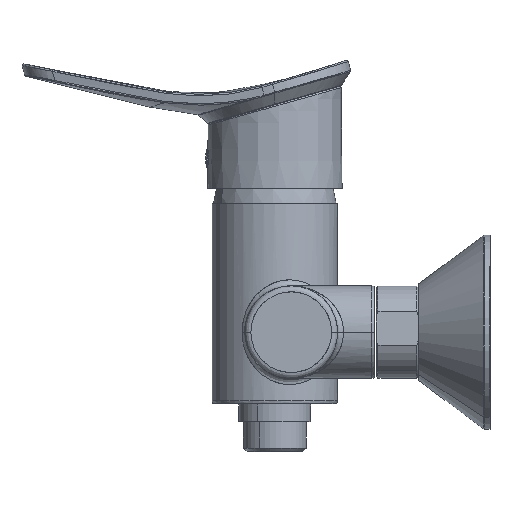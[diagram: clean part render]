
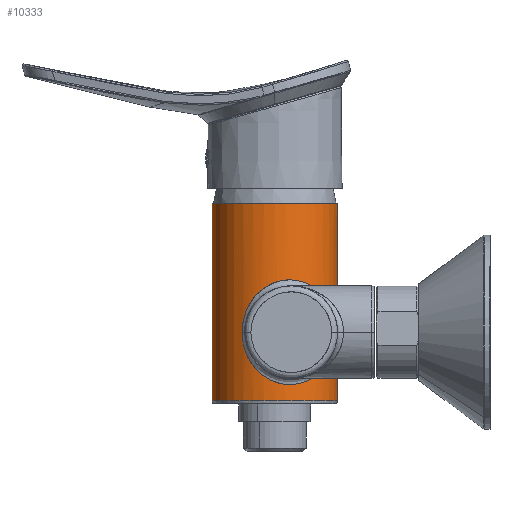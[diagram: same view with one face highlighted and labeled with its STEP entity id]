
A CAD part, left-side view. The second image highlights one B-rep face of the part: STEP entity #10333.
In plain terms, the highlighted cylindrical face has radius 21 mm (diameter 42 mm), a partial arc.
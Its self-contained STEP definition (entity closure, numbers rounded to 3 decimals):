
#10213=CARTESIAN_POINT('Axis2P3D Location',(0.,0.,5.)) ;
#10218=CARTESIAN_POINT('Line Origine',(0.,-21.,5.)) ;
#10222=CARTESIAN_POINT('Vertex',(0.,-21.,38.)) ;
#10224=CARTESIAN_POINT('Vertex',(0.,-21.,-28.)) ;
#10227=CARTESIAN_POINT('Axis2P3D Location',(0.,0.,38.)) ;
#10231=CARTESIAN_POINT('Vertex',(0.,21.,38.)) ;
#10234=CARTESIAN_POINT('Line Origine',(0.,21.,5.)) ;
#10238=CARTESIAN_POINT('Vertex',(0.,21.,-28.)) ;
#10241=CARTESIAN_POINT('Axis2P3D Location',(0.,0.,-28.)) ;
#10253=CARTESIAN_POINT('Control Point',(-17.91,10.966,-5.)) ;
#10254=CARTESIAN_POINT('Control Point',(-17.909,10.967,-6.619)) ;
#10255=CARTESIAN_POINT('Control Point',(-18.016,10.792,-8.241)) ;
#10256=CARTESIAN_POINT('Control Point',(-18.224,10.452,-9.821)) ;
#10257=CARTESIAN_POINT('Control Point',(-18.76,9.503,-12.705)) ;
#10258=CARTESIAN_POINT('Control Point',(-19.439,8.008,-15.298)) ;
#10259=CARTESIAN_POINT('Control Point',(-19.769,7.18,-16.451)) ;
#10260=CARTESIAN_POINT('Control Point',(-20.32,5.518,-18.329)) ;
#10261=CARTESIAN_POINT('Control Point',(-20.733,3.52,-19.865)) ;
#10262=CARTESIAN_POINT('Control Point',(-20.874,2.587,-20.462)) ;
#10263=CARTESIAN_POINT('Control Point',(-21.061,0.53,-21.532)) ;
#10264=CARTESIAN_POINT('Control Point',(-20.981,-1.695,-22.195)) ;
#10265=CARTESIAN_POINT('Control Point',(-20.854,-2.881,-22.417)) ;
#10266=CARTESIAN_POINT('Control Point',(-20.37,-5.533,-22.637)) ;
#10267=CARTESIAN_POINT('Control Point',(-19.475,-8.064,-22.28)) ;
#10268=CARTESIAN_POINT('Control Point',(-18.865,-9.387,-21.923)) ;
#10269=CARTESIAN_POINT('Control Point',(-17.426,-11.931,-20.934)) ;
#10270=CARTESIAN_POINT('Control Point',(-15.693,-14.06,-19.524)) ;
#10271=CARTESIAN_POINT('Control Point',(-14.736,-15.052,-18.709)) ;
#10272=CARTESIAN_POINT('Control Point',(-12.153,-17.34,-16.445)) ;
#10273=CARTESIAN_POINT('Control Point',(-9.352,-18.954,-13.857)) ;
#10274=CARTESIAN_POINT('Control Point',(-7.593,-19.716,-12.198)) ;
#10275=CARTESIAN_POINT('Control Point',(-5.385,-20.394,-10.115)) ;
#10276=CARTESIAN_POINT('Control Point',(-3.174,-20.765,-7.972)) ;
#10277=CARTESIAN_POINT('Control Point',(-2.837,-20.814,-7.643)) ;
#10278=CARTESIAN_POINT('Control Point',(-2.228,-20.887,-7.051)) ;
#10279=CARTESIAN_POINT('Control Point',(-1.63,-20.938,-6.444)) ;
#10280=CARTESIAN_POINT('Control Point',(-1.481,-20.949,-6.288)) ;
#10281=CARTESIAN_POINT('Control Point',(-1.151,-20.97,-5.94)) ;
#10282=CARTESIAN_POINT('Control Point',(-0.846,-20.984,-5.567)) ;
#10283=CARTESIAN_POINT('Control Point',(-0.729,-20.988,-5.409)) ;
#10284=CARTESIAN_POINT('Control Point',(-0.617,-20.991,-5.208)) ;
#10285=CARTESIAN_POINT('Control Point',(-0.619,-20.991,-5.)) ;
#10286=CARTESIAN_POINT('Vertex',(-17.91,10.966,-5.)) ;
#10288=CARTESIAN_POINT('Vertex',(-0.619,-20.991,-5.)) ;
#10292=CARTESIAN_POINT('Control Point',(-0.619,-20.991,-5.)) ;
#10293=CARTESIAN_POINT('Control Point',(-0.619,-20.991,-4.924)) ;
#10294=CARTESIAN_POINT('Control Point',(-0.633,-20.99,-4.847)) ;
#10295=CARTESIAN_POINT('Control Point',(-0.657,-20.99,-4.775)) ;
#10296=CARTESIAN_POINT('Control Point',(-0.749,-20.987,-4.573)) ;
#10297=CARTESIAN_POINT('Control Point',(-0.882,-20.982,-4.395)) ;
#10298=CARTESIAN_POINT('Control Point',(-0.969,-20.978,-4.284)) ;
#10299=CARTESIAN_POINT('Control Point',(-1.295,-20.962,-3.897)) ;
#10300=CARTESIAN_POINT('Control Point',(-1.649,-20.938,-3.539)) ;
#10301=CARTESIAN_POINT('Control Point',(-1.88,-20.918,-3.303)) ;
#10302=CARTESIAN_POINT('Control Point',(-2.561,-20.851,-2.622)) ;
#10303=CARTESIAN_POINT('Control Point',(-3.248,-20.754,-1.954)) ;
#10304=CARTESIAN_POINT('Control Point',(-3.673,-20.683,-1.544)) ;
#10305=CARTESIAN_POINT('Control Point',(-4.514,-20.52,-0.735)) ;
#10306=CARTESIAN_POINT('Control Point',(-5.352,-20.313,0.067)) ;
#10307=CARTESIAN_POINT('Control Point',(-5.774,-20.198,0.469)) ;
#10308=CARTESIAN_POINT('Control Point',(-8.051,-19.508,2.635)) ;
#10309=CARTESIAN_POINT('Control Point',(-10.285,-18.474,4.723)) ;
#10310=CARTESIAN_POINT('Control Point',(-12.057,-17.389,6.352)) ;
#10311=CARTESIAN_POINT('Control Point',(-14.674,-15.294,8.693)) ;
#10312=CARTESIAN_POINT('Control Point',(-16.956,-12.49,10.545)) ;
#10313=CARTESIAN_POINT('Control Point',(-17.711,-11.404,11.124)) ;
#10314=CARTESIAN_POINT('Control Point',(-18.898,-9.358,11.956)) ;
#10315=CARTESIAN_POINT('Control Point',(-19.815,-7.074,12.405)) ;
#10316=CARTESIAN_POINT('Control Point',(-20.147,-6.068,12.516)) ;
#10317=CARTESIAN_POINT('Control Point',(-20.765,-3.688,12.564)) ;
#10318=CARTESIAN_POINT('Control Point',(-21.029,-1.268,12.115)) ;
#10319=CARTESIAN_POINT('Control Point',(-21.06,0.072,11.695)) ;
#10320=CARTESIAN_POINT('Control Point',(-20.903,2.986,10.388)) ;
#10321=CARTESIAN_POINT('Control Point',(-20.346,5.468,8.407)) ;
#10322=CARTESIAN_POINT('Control Point',(-19.958,6.688,7.123)) ;
#10323=CARTESIAN_POINT('Control Point',(-19.108,8.851,4.189)) ;
#10324=CARTESIAN_POINT('Control Point',(-18.362,10.227,0.764)) ;
#10325=CARTESIAN_POINT('Control Point',(-18.061,10.719,-1.115)) ;
#10326=CARTESIAN_POINT('Control Point',(-17.91,10.966,-3.058)) ;
#10327=CARTESIAN_POINT('Control Point',(-17.91,10.966,-5.)) ;
#10220=VECTOR('Line Direction',#10219,1.) ;
#10236=VECTOR('Line Direction',#10235,1.) ;
#10214=DIRECTION('Axis2P3D Direction',(0.,-0.,1.)) ;
#10215=DIRECTION('Axis2P3D XDirection',(0.,1.,0.)) ;
#10219=DIRECTION('Vector Direction',(0.,0.,1.)) ;
#10228=DIRECTION('Axis2P3D Direction',(0.,-0.,1.)) ;
#10235=DIRECTION('Vector Direction',(0.,0.,1.)) ;
#10242=DIRECTION('Axis2P3D Direction',(0.,-0.,1.)) ;
#10216=AXIS2_PLACEMENT_3D('Cylinder Axis2P3D',#10213,#10214,#10215) ;
#10229=AXIS2_PLACEMENT_3D('Circle Axis2P3D',#10227,#10228,$) ;
#10243=AXIS2_PLACEMENT_3D('Circle Axis2P3D',#10241,#10242,$) ;
#10221=LINE('Line',#10218,#10220) ;
#10237=LINE('Line',#10234,#10236) ;
#10230=CIRCLE('generated circle',#10229,21.) ;
#10244=CIRCLE('generated circle',#10243,21.) ;
#10217=CYLINDRICAL_SURFACE('generated cylinder',#10216,21.) ;
#10332=FACE_BOUND('',#10329,.T.) ;
#10226=EDGE_CURVE('',#10223,#10225,#10221,.F.) ;
#10233=EDGE_CURVE('',#10232,#10223,#10230,.T.) ;
#10240=EDGE_CURVE('',#10239,#10232,#10237,.T.) ;
#10245=EDGE_CURVE('',#10225,#10239,#10244,.F.) ;
#10290=EDGE_CURVE('',#10287,#10289,#10252,.T.) ;
#10328=EDGE_CURVE('',#10289,#10287,#10291,.T.) ;
#10247=ORIENTED_EDGE('',*,*,#10226,.F.) ;
#10248=ORIENTED_EDGE('',*,*,#10233,.F.) ;
#10249=ORIENTED_EDGE('',*,*,#10240,.F.) ;
#10250=ORIENTED_EDGE('',*,*,#10245,.F.) ;
#10330=ORIENTED_EDGE('',*,*,#10290,.F.) ;
#10331=ORIENTED_EDGE('',*,*,#10328,.F.) ;
#10246=EDGE_LOOP('',(#10247,#10248,#10249,#10250)) ;
#10329=EDGE_LOOP('',(#10330,#10331)) ;
#10223=VERTEX_POINT('',#10222) ;
#10225=VERTEX_POINT('',#10224) ;
#10232=VERTEX_POINT('',#10231) ;
#10239=VERTEX_POINT('',#10238) ;
#10287=VERTEX_POINT('',#10286) ;
#10289=VERTEX_POINT('',#10288) ;
#10333=ADVANCED_FACE('PartBody',(#10251,#10332),#10217,.T.) ;
#10252=B_SPLINE_CURVE_WITH_KNOTS('',5,(#10253,#10254,#10255,#10256,#10257,#10258,#10259,#10260,#10261,#10262,#10263,#10264,#10265,#10266,#10267,#10268,#10269,#10270,#10271,#10272,#10273,#10274,#10275,#10276,#10277,#10278,#10279,#10280,#10281,#10282,#10283,#10284,#10285),.UNSPECIFIED.,.F.,.U.,(6,3,3,3,3,3,3,3,3,3,6),(0.,11.247,21.36,29.169,37.689,48.223,59.559,77.6,81.701,83.689,85.12),.UNSPECIFIED.) ;
#10291=B_SPLINE_CURVE_WITH_KNOTS('',5,(#10292,#10293,#10294,#10295,#10296,#10297,#10298,#10299,#10300,#10301,#10302,#10303,#10304,#10305,#10306,#10307,#10308,#10309,#10310,#10311,#10312,#10313,#10314,#10315,#10316,#10317,#10318,#10319,#10320,#10321,#10322,#10323,#10324,#10325,#10326,#10327),.UNSPECIFIED.,.F.,.U.,(6,3,3,3,3,3,3,3,3,3,3,6),(0.,0.53,1.554,4.125,8.435,12.744,31.408,41.615,49.138,58.988,71.556,85.044),.UNSPECIFIED.) ;
#10251=FACE_OUTER_BOUND('',#10246,.T.) ;
